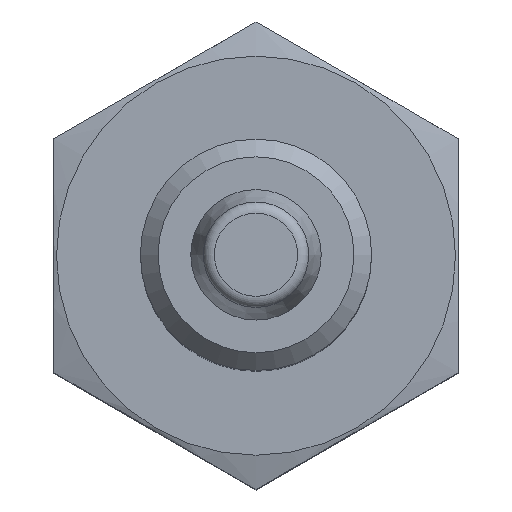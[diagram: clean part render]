
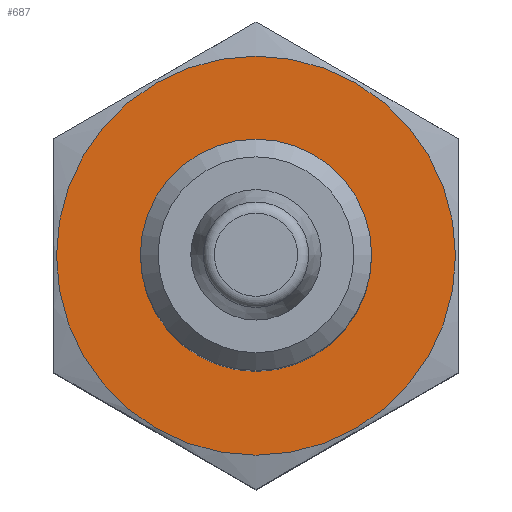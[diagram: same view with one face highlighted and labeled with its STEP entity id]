
A CAD part, top view. The second image highlights one B-rep face of the part: STEP entity #687.
In plain terms, the highlighted face is planar.
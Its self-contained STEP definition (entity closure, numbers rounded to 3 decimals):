
#75=CIRCLE('',#751,2.);
#76=CIRCLE('',#752,3.45);
#188=ORIENTED_EDGE('',*,*,#261,.F.);
#189=ORIENTED_EDGE('',*,*,#262,.T.);
#261=EDGE_CURVE('',#306,#306,#75,.T.);
#262=EDGE_CURVE('',#307,#307,#76,.T.);
#306=VERTEX_POINT('',#1082);
#307=VERTEX_POINT('',#1084);
#410=EDGE_LOOP('',(#188));
#411=EDGE_LOOP('',(#189));
#461=FACE_BOUND('',#410,.T.);
#462=FACE_BOUND('',#411,.T.);
#493=PLANE('',#750);
#687=ADVANCED_FACE('',(#461,#462),#493,.F.);
#750=AXIS2_PLACEMENT_3D('',#1080,#887,#888);
#751=AXIS2_PLACEMENT_3D('',#1081,#889,#890);
#752=AXIS2_PLACEMENT_3D('',#1083,#891,#892);
#887=DIRECTION('',(0.,1.,0.));
#888=DIRECTION('',(0.,0.,1.));
#889=DIRECTION('',(0.,-1.,0.));
#890=DIRECTION('',(0.,0.,-1.));
#891=DIRECTION('',(0.,-1.,0.));
#892=DIRECTION('',(0.,0.,-1.));
#1080=CARTESIAN_POINT('',(3.45,-2.2,0.));
#1081=CARTESIAN_POINT('',(0.,-2.2,0.));
#1082=CARTESIAN_POINT('',(0.,-2.2,-2.));
#1083=CARTESIAN_POINT('',(0.,-2.2,0.));
#1084=CARTESIAN_POINT('',(0.,-2.2,-3.45));
